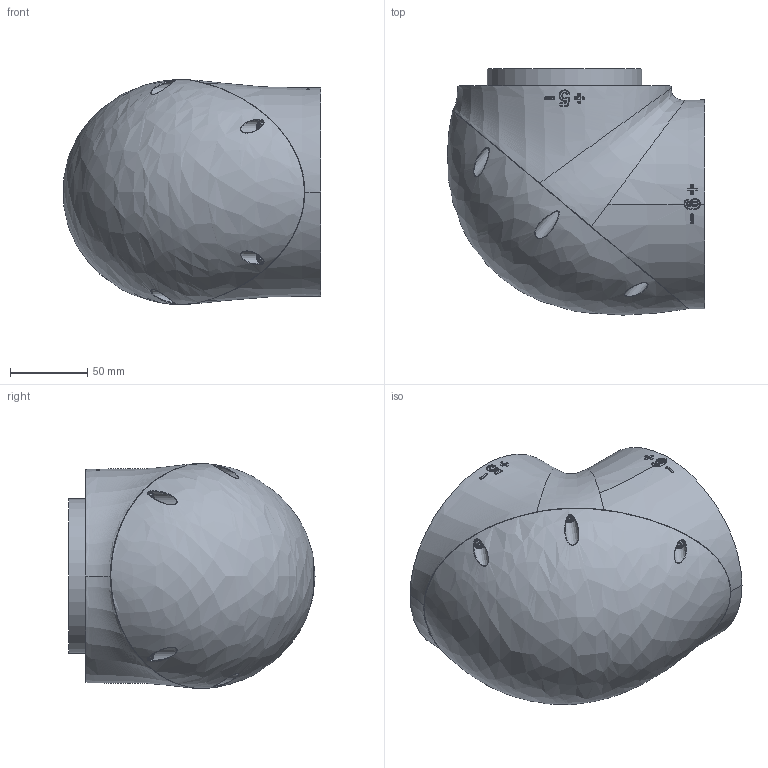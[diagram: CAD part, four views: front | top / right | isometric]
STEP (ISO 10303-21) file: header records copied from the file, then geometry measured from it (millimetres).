
FILE_DESCRIPTION(/* description */ (''),/* implementation_level */ '2;1');
FILE_NAME(/* name */ 'Робот коллаборативный LBR iisy 11 R1300 Kuka_4.stp',/* time_stamp */ '2025-09-22T03:43:31+04:00',/* author */ (''),/* organization */ (''),/* preprocessor_version */ 'ST-DEVELOPER v20',/* originating_system */ 'SIEMENS PLM Software NX2506.1700',/* authorisation */ '');
FILE_SCHEMA (('AUTOMOTIVE_DESIGN { 1 0 10303 214 3 1 1 1 }'));
Length unit declared in the file: millimetre
Products named in the file (1): user0kj40p06ikadp
Bounding box: 166.21 x 159.1 x 145.37 mm (x, y, z)
Volume: 2429447.6 mm3; surface area: 105906.2 mm2
Topology: 1 solids, 1 shells, 485 faces, 1157 edges, 675 vertices
Faces by surface type: bspline 263, cylinder 108, plane 50, sphere 33, cone 18, torus 13
Full cylindrical faces by diameter (mm): 6.9 x6, 100 x2
Entity records: 35016 total; most frequent: CARTESIAN_POINT 25450, ORIENTED_EDGE 2076, DIRECTION 1146, EDGE_CURVE 1038, VERTEX_POINT 637, B_SPLINE_CURVE_WITH_KNOTS 634, EDGE_LOOP 567, AXIS2_PLACEMENT_3D 519
